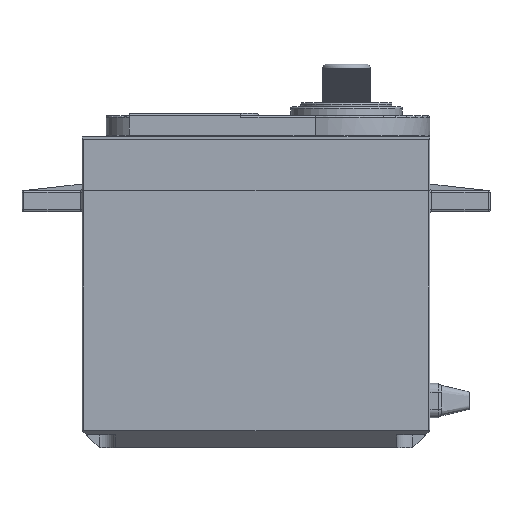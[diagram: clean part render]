
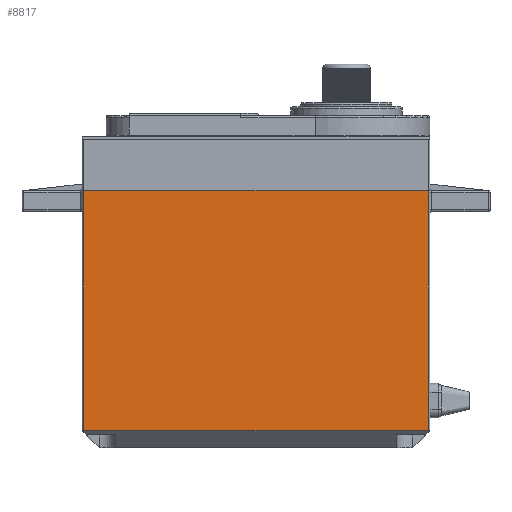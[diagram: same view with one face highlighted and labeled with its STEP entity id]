
A CAD part, top view. The second image highlights one B-rep face of the part: STEP entity #8817.
In plain terms, the highlighted planar face has unit normal (0, 0, 1).
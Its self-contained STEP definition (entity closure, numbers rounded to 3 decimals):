
#78=PLANE('',#9585);
#603=LINE('',#13931,#1414);
#604=LINE('',#13937,#1415);
#605=LINE('',#13939,#1416);
#606=LINE('',#13940,#1417);
#1414=VECTOR('',#11135,10.);
#1415=VECTOR('',#11142,10.);
#1416=VECTOR('',#11143,10.);
#1417=VECTOR('',#11144,10.);
#2379=FACE_OUTER_BOUND('',#2933,.T.);
#2933=EDGE_LOOP('',(#6622,#6623,#6624,#6625));
#4077=VERTEX_POINT('',#13928);
#4078=VERTEX_POINT('',#13930);
#4080=VERTEX_POINT('',#13936);
#4081=VERTEX_POINT('',#13938);
#5021=EDGE_CURVE('',#4077,#4078,#603,.T.);
#5024=EDGE_CURVE('',#4080,#4077,#604,.T.);
#5025=EDGE_CURVE('',#4081,#4080,#605,.T.);
#5026=EDGE_CURVE('',#4081,#4078,#606,.T.);
#6622=ORIENTED_EDGE('',*,*,#5021,.F.);
#6623=ORIENTED_EDGE('',*,*,#5024,.F.);
#6624=ORIENTED_EDGE('',*,*,#5025,.F.);
#6625=ORIENTED_EDGE('',*,*,#5026,.T.);
#8817=ADVANCED_FACE('',(#2379),#78,.T.);
#9585=AXIS2_PLACEMENT_3D('',#13935,#11140,#11141);
#11135=DIRECTION('',(0.,-1.,0.));
#11140=DIRECTION('center_axis',(0.,0.,1.));
#11141=DIRECTION('ref_axis',(1.,0.,0.));
#11142=DIRECTION('',(1.,0.,0.));
#11143=DIRECTION('',(0.,1.,0.));
#11144=DIRECTION('',(1.,0.,0.));
#13928=CARTESIAN_POINT('',(20.05,29.94,10.));
#13930=CARTESIAN_POINT('',(20.05,2.,10.));
#13931=CARTESIAN_POINT('',(20.05,2.,10.));
#13935=CARTESIAN_POINT('Origin',(-20.25,2.,10.));
#13936=CARTESIAN_POINT('',(-20.05,29.94,10.));
#13937=CARTESIAN_POINT('',(20.25,29.94,10.));
#13938=CARTESIAN_POINT('',(-20.05,2.,10.));
#13939=CARTESIAN_POINT('',(-20.05,2.,10.));
#13940=CARTESIAN_POINT('',(20.25,2.,10.));
